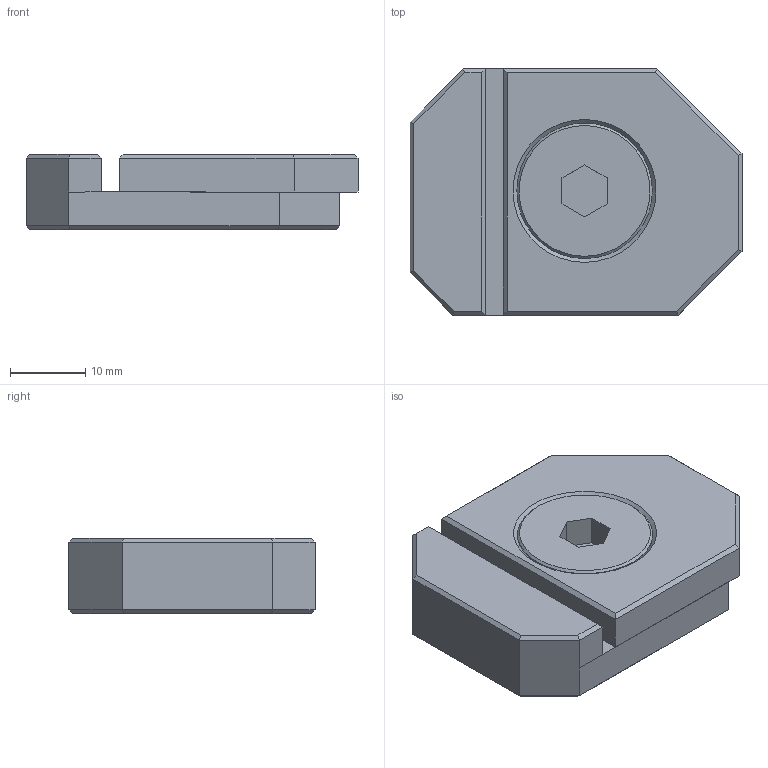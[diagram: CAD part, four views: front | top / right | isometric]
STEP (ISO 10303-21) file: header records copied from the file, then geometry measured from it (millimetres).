
FILE_DESCRIPTION(/* description */ (''),/* implementation_level */ '2;1');
FILE_NAME(/* name */ 'A-Messlehre_für_Freaks.stp',/* time_stamp */ '2014-12-07T23:37:20+01:00',/* author */ ('Walter'),/* organization */ (''),/* preprocessor_version */ 'ST-DEVELOPER v15.6',/* originating_system */ 'Autodesk Inventor 2015',/* authorisation */ '');
FILE_SCHEMA (('AUTOMOTIVE_DESIGN { 1 0 10303 214 3 1 1 }'));
Length unit declared in the file: millimetre
Products named in the file (1): A-Messlehre_für_Freaks
Bounding box: 44.14 x 32.73 x 10 mm (x, y, z)
Volume: 11842.5 mm3; surface area: 6895.5 mm2
Topology: 3 solids, 3 shells, 85 faces, 183 edges, 113 vertices
Faces by surface type: plane 66, cylinder 13, cone 6
Full cylindrical faces by diameter (mm): 9.5 x1, 10 x3, 14 x1, 15 x2, 18 x2
Entity records: 2235 total; most frequent: DIRECTION 372, CARTESIAN_POINT 367, ORIENTED_EDGE 336, EDGE_CURVE 168, LINE 136, VECTOR 136, AXIS2_PLACEMENT_3D 118, EDGE_LOOP 113
